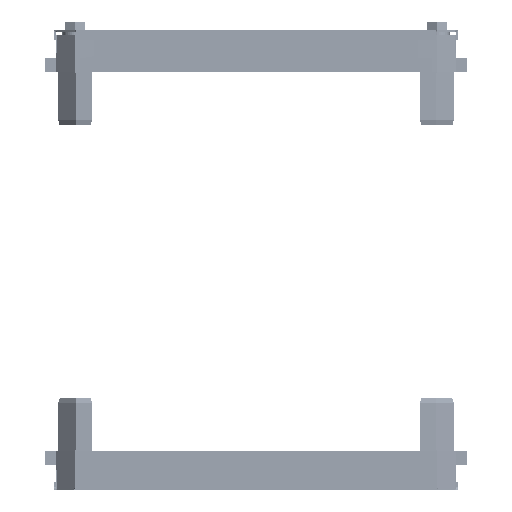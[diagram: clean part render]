
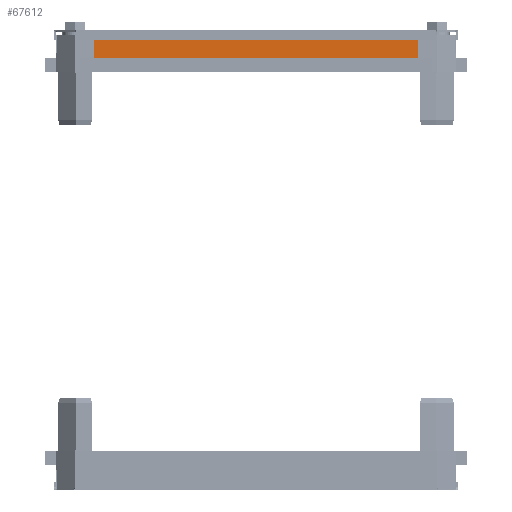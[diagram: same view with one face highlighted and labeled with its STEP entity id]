
A CAD part, left-side view. The second image highlights one B-rep face of the part: STEP entity #67612.
In plain terms, the highlighted planar face has unit normal (-1, 0, 0).
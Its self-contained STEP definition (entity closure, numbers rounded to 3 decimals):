
#738 = VERTEX_POINT ( 'NONE', #125613 ) ;
#15635 = LINE ( 'NONE', #180145, #127818 ) ;
#28321 = EDGE_CURVE ( 'NONE', #177392, #177461, #115372, .T. ) ;
#36986 = EDGE_CURVE ( 'NONE', #177461, #738, #83935, .T. ) ;
#38504 = DIRECTION ( 'NONE',  ( 0., -1., 0. ) ) ;
#39480 = PLANE ( 'NONE',  #118487 ) ;
#39971 = DIRECTION ( 'NONE',  ( 0., 0., 1. ) ) ;
#40461 = DIRECTION ( 'NONE',  ( 1., 0., 0. ) ) ;
#52213 = FACE_OUTER_BOUND ( 'NONE', #66996, .T. ) ;
#54008 = EDGE_CURVE ( 'NONE', #117011, #177392, #15635, .T. ) ;
#55771 = EDGE_CURVE ( 'NONE', #117011, #738, #116303, .T. ) ;
#56514 = CARTESIAN_POINT ( 'NONE',  ( -589.55, -145.6, 409.7 ) ) ;
#66996 = EDGE_LOOP ( 'NONE', ( #125392, #148689, #118409, #83745 ) ) ;
#67612 = ADVANCED_FACE ( 'NONE', ( #52213 ), #39480, .F. ) ;
#70053 = CARTESIAN_POINT ( 'NONE',  ( -589.55, -145.6, 408.4 ) ) ;
#73204 = DIRECTION ( 'NONE',  ( 0., 0., 1. ) ) ;
#83745 = ORIENTED_EDGE ( 'NONE', *, *, #54008, .F. ) ;
#83935 = LINE ( 'NONE', #127018, #148296 ) ;
#96100 = CARTESIAN_POINT ( 'NONE',  ( -589.55, 162.4, 409.7 ) ) ;
#105733 = DIRECTION ( 'NONE',  ( 0., 1., 0. ) ) ;
#106629 = VECTOR ( 'NONE', #39971, 1000. ) ;
#115372 = LINE ( 'NONE', #96100, #106629 ) ;
#116303 = LINE ( 'NONE', #56514, #156818 ) ;
#117011 = VERTEX_POINT ( 'NONE', #70053 ) ;
#118409 = ORIENTED_EDGE ( 'NONE', *, *, #28321, .F. ) ;
#118487 = AXIS2_PLACEMENT_3D ( 'NONE', #171689, #40461, #38504 ) ;
#123673 = CARTESIAN_POINT ( 'NONE',  ( -589.55, 162.4, 430.9 ) ) ;
#125392 = ORIENTED_EDGE ( 'NONE', *, *, #55771, .T. ) ;
#125613 = CARTESIAN_POINT ( 'NONE',  ( -589.55, -145.6, 430.9 ) ) ;
#127018 = CARTESIAN_POINT ( 'NONE',  ( -589.55, 162.4, 430.9 ) ) ;
#127818 = VECTOR ( 'NONE', #105733, 1000. ) ;
#148296 = VECTOR ( 'NONE', #173013, 1000. ) ;
#148689 = ORIENTED_EDGE ( 'NONE', *, *, #36986, .F. ) ;
#156818 = VECTOR ( 'NONE', #73204, 1000. ) ;
#171689 = CARTESIAN_POINT ( 'NONE',  ( -589.55, 162.4, 409.7 ) ) ;
#173013 = DIRECTION ( 'NONE',  ( 0., -1., 0. ) ) ;
#177392 = VERTEX_POINT ( 'NONE', #182432 ) ;
#177461 = VERTEX_POINT ( 'NONE', #123673 ) ;
#180145 = CARTESIAN_POINT ( 'NONE',  ( -589.55, 162.4, 408.4 ) ) ;
#182432 = CARTESIAN_POINT ( 'NONE',  ( -589.55, 162.4, 408.4 ) ) ;
